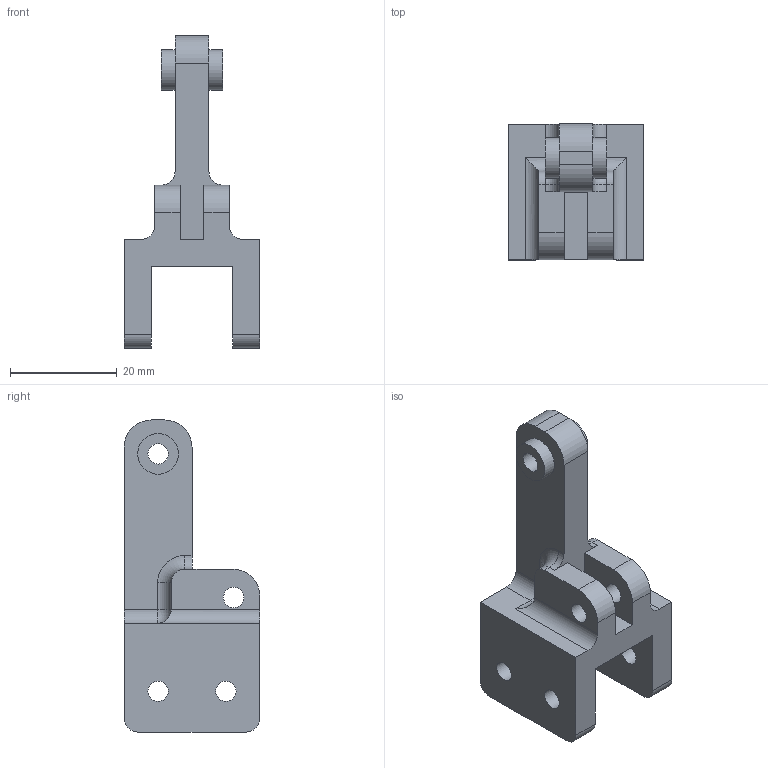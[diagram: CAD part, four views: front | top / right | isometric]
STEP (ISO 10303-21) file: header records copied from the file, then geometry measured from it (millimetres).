
FILE_DESCRIPTION( ( '' ), ' ' );
FILE_NAME( '5ad3b62e3f4c640eb59684e6.step', '2018-04-15T20:29:35', ( '' ), ( '' ), ' ', ' ', ' ' );
FILE_SCHEMA( ( 'AUTOMOTIVE_DESIGN { 1 0 10303 214 1 1 1 1 }' ) );
Length unit declared in the file: metre
Products named in the file (1): Part 6
Bounding box: 25.44 x 25.4 x 58.46 mm (x, y, z)
Volume: 11544.3 mm3; surface area: 6033.6 mm2
Topology: 1 solids, 1 shells, 59 faces, 158 edges, 101 vertices
Faces by surface type: cylinder 29, plane 26, torus 2, sphere 2
Full cylindrical faces by diameter (mm): 3.81 x7, 7.62 x2
Entity records: 2280 total; most frequent: DIRECTION 322, CARTESIAN_POINT 302, ORIENTED_EDGE 288, EDGE_CURVE 144, AXIS2_PLACEMENT_3D 118, VERTEX_POINT 98, LINE 86, VECTOR 86
